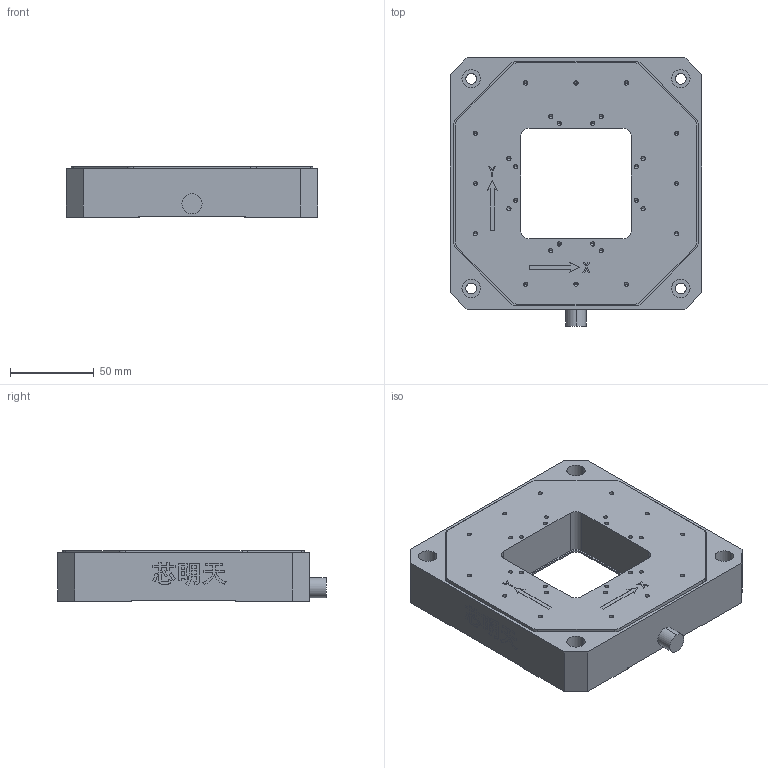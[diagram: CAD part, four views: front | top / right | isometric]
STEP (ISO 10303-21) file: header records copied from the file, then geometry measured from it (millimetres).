
FILE_DESCRIPTION (( 'STEP AP203' ), '1' );
FILE_NAME ('P15.XY100S-C1外形三维-22.05.19.STEP', '2022-05-21T02:03:55', ( 'Windows 用户' ), ( '微软中国' ), 'SwSTEP 2.0', 'SolidWorks 2016', '' );
FILE_SCHEMA (( 'CONFIG_CONTROL_DESIGN' ));
Length unit declared in the file: millimetre
Products named in the file (1): P15.XY100S-C1外形三维-22.05.19
Bounding box: 150 x 160 x 30 mm (x, y, z)
Volume: 512732.2 mm3; surface area: 79234.4 mm2
Topology: 1 solids, 1 shells, 377 faces, 994 edges, 616 vertices
Faces by surface type: plane 168, cylinder 98, cone 56, bspline 55
Entity records: 12635 total; most frequent: CARTESIAN_POINT 3731, ORIENTED_EDGE 1876, DIRECTION 1670, EDGE_CURVE 938, LINE 632, VECTOR 632, VERTEX_POINT 616, AXIS2_PLACEMENT_3D 519
